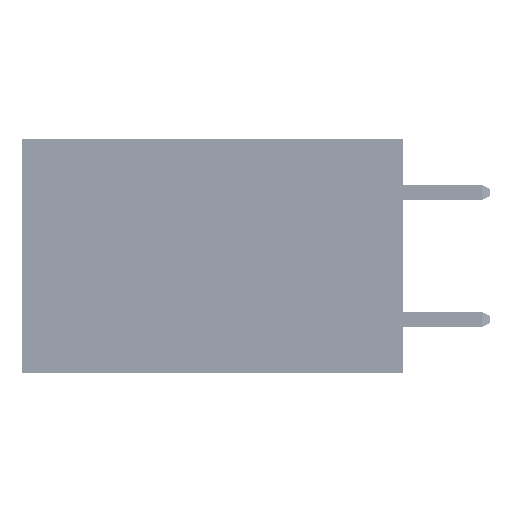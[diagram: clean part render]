
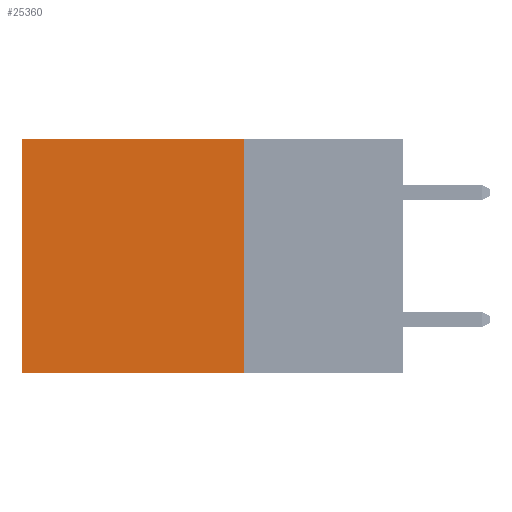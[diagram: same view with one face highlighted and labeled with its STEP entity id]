
A CAD part, left-side view. The second image highlights one B-rep face of the part: STEP entity #25360.
In plain terms, the highlighted planar face has unit normal (-1, 0, 0).
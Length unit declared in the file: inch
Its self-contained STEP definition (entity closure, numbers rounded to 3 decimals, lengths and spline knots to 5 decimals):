
#1036 = ORIENTED_EDGE ( 'NONE', *, *, #51747, .T. ) ;
#1684 = CARTESIAN_POINT ( 'NONE',  ( 0.2875, 0.6, -0.37 ) ) ;
#1817 = VECTOR ( 'NONE', #29188, 39.37008 ) ;
#2715 = LINE ( 'NONE', #43969, #30184 ) ;
#2822 = LINE ( 'NONE', #5062, #40706 ) ;
#3980 = VERTEX_POINT ( 'NONE', #52475 ) ;
#4886 = PLANE ( 'NONE',  #51795 ) ;
#5062 = CARTESIAN_POINT ( 'NONE',  ( 0.2875, 0.25, 0. ) ) ;
#6037 = VERTEX_POINT ( 'NONE', #25333 ) ;
#9694 = DIRECTION ( 'NONE',  ( 1., 0., 0. ) ) ;
#12846 = LINE ( 'NONE', #13117, #1817 ) ;
#13014 = CARTESIAN_POINT ( 'NONE',  ( 0.2875, 0.6, 0. ) ) ;
#13117 = CARTESIAN_POINT ( 'NONE',  ( 0.2875, 0.25, -0.37 ) ) ;
#15222 = EDGE_CURVE ( 'NONE', #3980, #46531, #12846, .T. ) ;
#15551 = EDGE_LOOP ( 'NONE', ( #1036, #31282, #43912, #27648 ) ) ;
#16855 = EDGE_CURVE ( 'NONE', #27402, #6037, #2715, .T. ) ;
#20394 = VECTOR ( 'NONE', #29357, 39.37008 ) ;
#25333 = CARTESIAN_POINT ( 'NONE',  ( 0.2875, 0.6, 0. ) ) ;
#25360 = ADVANCED_FACE ( 'NONE', ( #29264 ), #4886, .F. ) ;
#26051 = CARTESIAN_POINT ( 'NONE',  ( 0.2875, 0.25, 0. ) ) ;
#26411 = EDGE_CURVE ( 'NONE', #27402, #3980, #2822, .T. ) ;
#27373 = DIRECTION ( 'NONE',  ( 0., 1., 0. ) ) ;
#27402 = VERTEX_POINT ( 'NONE', #43420 ) ;
#27648 = ORIENTED_EDGE ( 'NONE', *, *, #16855, .T. ) ;
#29188 = DIRECTION ( 'NONE',  ( 0., 1., 0. ) ) ;
#29264 = FACE_OUTER_BOUND ( 'NONE', #15551, .T. ) ;
#29357 = DIRECTION ( 'NONE',  ( 0., 0., -1. ) ) ;
#30184 = VECTOR ( 'NONE', #27373, 39.37008 ) ;
#31282 = ORIENTED_EDGE ( 'NONE', *, *, #15222, .F. ) ;
#31485 = DIRECTION ( 'NONE',  ( 0., 0., -1. ) ) ;
#38338 = DIRECTION ( 'NONE',  ( 0., 0., -1. ) ) ;
#40706 = VECTOR ( 'NONE', #31485, 39.37008 ) ;
#43420 = CARTESIAN_POINT ( 'NONE',  ( 0.2875, 0.25, 0. ) ) ;
#43912 = ORIENTED_EDGE ( 'NONE', *, *, #26411, .F. ) ;
#43969 = CARTESIAN_POINT ( 'NONE',  ( 0.2875, 0.25, 0. ) ) ;
#46531 = VERTEX_POINT ( 'NONE', #1684 ) ;
#49716 = LINE ( 'NONE', #13014, #20394 ) ;
#51747 = EDGE_CURVE ( 'NONE', #6037, #46531, #49716, .T. ) ;
#51795 = AXIS2_PLACEMENT_3D ( 'NONE', #26051, #9694, #38338 ) ;
#52475 = CARTESIAN_POINT ( 'NONE',  ( 0.2875, 0.25, -0.37 ) ) ;
